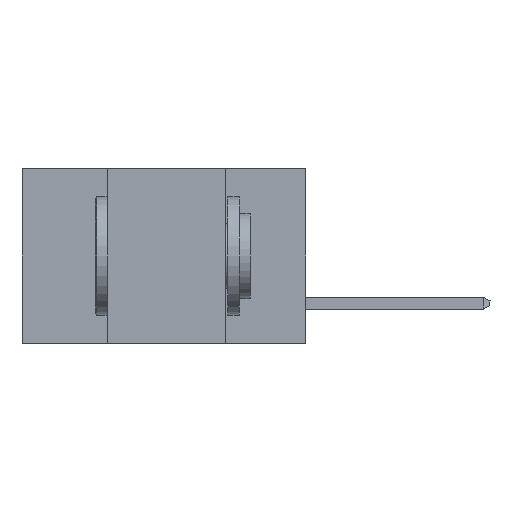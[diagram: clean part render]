
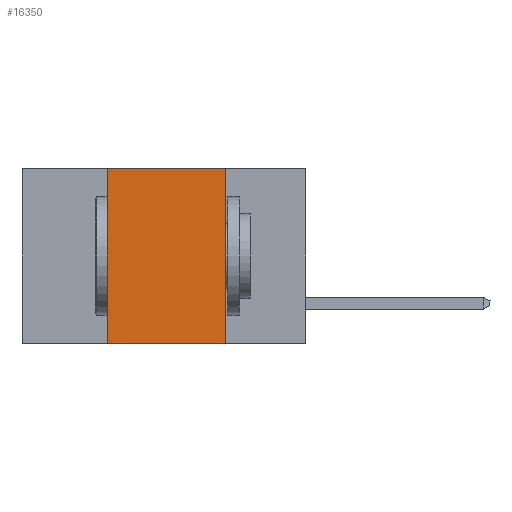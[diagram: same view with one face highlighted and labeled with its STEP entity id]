
A CAD part, left-side view. The second image highlights one B-rep face of the part: STEP entity #16350.
In plain terms, the highlighted planar face has unit normal (-1, 0, 0).
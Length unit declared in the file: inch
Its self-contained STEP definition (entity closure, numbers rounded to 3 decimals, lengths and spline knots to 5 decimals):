
#798 = CARTESIAN_POINT ( 'NONE',  ( 0., 0.17, -0.37 ) ) ;
#1881 = DIRECTION ( 'NONE',  ( 0., -1., 0. ) ) ;
#3077 = EDGE_CURVE ( 'NONE', #6168, #4004, #16337, .T. ) ;
#3366 = VECTOR ( 'NONE', #21560, 39.37008 ) ;
#4004 = VERTEX_POINT ( 'NONE', #9443 ) ;
#4142 = VERTEX_POINT ( 'NONE', #798 ) ;
#4325 = PLANE ( 'NONE',  #21942 ) ;
#5248 = CARTESIAN_POINT ( 'NONE',  ( 0., 0.6, 0. ) ) ;
#5534 = DIRECTION ( 'NONE',  ( 0., 0., -1. ) ) ;
#5722 = ORIENTED_EDGE ( 'NONE', *, *, #3077, .F. ) ;
#6153 = FACE_OUTER_BOUND ( 'NONE', #10965, .T. ) ;
#6168 = VERTEX_POINT ( 'NONE', #11717 ) ;
#6728 = LINE ( 'NONE', #14118, #3366 ) ;
#9348 = ORIENTED_EDGE ( 'NONE', *, *, #19642, .F. ) ;
#9443 = CARTESIAN_POINT ( 'NONE',  ( 0., 0.42, 0. ) ) ;
#9510 = VECTOR ( 'NONE', #1881, 39.37008 ) ;
#9640 = EDGE_CURVE ( 'NONE', #22221, #4142, #18539, .T. ) ;
#10965 = EDGE_LOOP ( 'NONE', ( #18335, #9348, #5722, #18962 ) ) ;
#11717 = CARTESIAN_POINT ( 'NONE',  ( 0., 0.42, -0.37 ) ) ;
#12417 = CARTESIAN_POINT ( 'NONE',  ( 0., 0.17, 0. ) ) ;
#12931 = DIRECTION ( 'NONE',  ( 0., 0., 1. ) ) ;
#13735 = VECTOR ( 'NONE', #5534, 39.37008 ) ;
#13796 = DIRECTION ( 'NONE',  ( 0., 0., -1. ) ) ;
#14118 = CARTESIAN_POINT ( 'NONE',  ( 0., 0.6, -0.37 ) ) ;
#16337 = LINE ( 'NONE', #22182, #20308 ) ;
#16350 = ADVANCED_FACE ( 'NONE', ( #6153 ), #4325, .F. ) ;
#18335 = ORIENTED_EDGE ( 'NONE', *, *, #9640, .F. ) ;
#18539 = LINE ( 'NONE', #22598, #13735 ) ;
#18962 = ORIENTED_EDGE ( 'NONE', *, *, #21935, .T. ) ;
#19136 = CARTESIAN_POINT ( 'NONE',  ( 0., 0.6, 0. ) ) ;
#19642 = EDGE_CURVE ( 'NONE', #4004, #22221, #21948, .T. ) ;
#19763 = DIRECTION ( 'NONE',  ( 1., 0., 0. ) ) ;
#20308 = VECTOR ( 'NONE', #12931, 39.37008 ) ;
#21560 = DIRECTION ( 'NONE',  ( 0., -1., 0. ) ) ;
#21935 = EDGE_CURVE ( 'NONE', #6168, #4142, #6728, .T. ) ;
#21942 = AXIS2_PLACEMENT_3D ( 'NONE', #19136, #19763, #13796 ) ;
#21948 = LINE ( 'NONE', #5248, #9510 ) ;
#22182 = CARTESIAN_POINT ( 'NONE',  ( 0., 0.42, -0.37 ) ) ;
#22221 = VERTEX_POINT ( 'NONE', #12417 ) ;
#22598 = CARTESIAN_POINT ( 'NONE',  ( 0., 0.17, -0.37 ) ) ;
